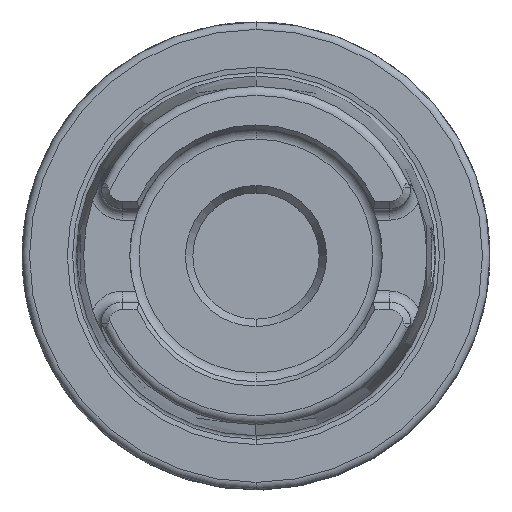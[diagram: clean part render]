
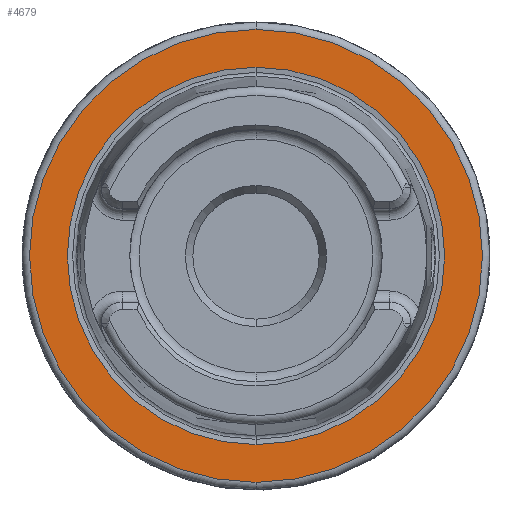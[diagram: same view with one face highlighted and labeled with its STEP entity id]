
A CAD part, top view. The second image highlights one B-rep face of the part: STEP entity #4679.
In plain terms, the highlighted planar face has unit normal (0, 0, 1).
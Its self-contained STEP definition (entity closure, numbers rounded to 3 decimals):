
#1264=CARTESIAN_POINT('',(0,0,26));
#1265=DIRECTION('',(0,0,-1));
#1266=DIRECTION('',(0,1,0));
#1267=AXIS2_PLACEMENT_3D('',#1264,#1265,#1266);
#1277=CARTESIAN_POINT('',(0,0,26));
#1278=DIRECTION('',(0,0,1));
#1279=DIRECTION('',(0,1,0));
#1280=AXIS2_PLACEMENT_3D('',#1277,#1278,#1279);
#1282=CARTESIAN_POINT('',(0,0,26));
#1283=DIRECTION('',(0,0,1));
#1284=DIRECTION('',(0,1,0));
#1285=AXIS2_PLACEMENT_3D('',#1282,#1283,#1284);
#1287=CARTESIAN_POINT('',(0,0,26));
#1288=DIRECTION('',(0,0,1));
#1289=DIRECTION('',(0,-1,0));
#1290=AXIS2_PLACEMENT_3D('',#1287,#1288,#1289);
#2890=CARTESIAN_POINT('',(0,25.409,26));
#2892=VERTEX_POINT('',#2890);
#2926=CARTESIAN_POINT('',(0,-25.409,26));
#2928=VERTEX_POINT('',#2926);
#2992=CARTESIAN_POINT('',(0,30.5,26));
#2993=CARTESIAN_POINT('',(0,-30.5,26));
#2994=VERTEX_POINT('',#2992);
#2995=VERTEX_POINT('',#2993);
#4664=CARTESIAN_POINT('',(0,0,26));
#4665=DIRECTION('',(0,0,-1));
#4666=DIRECTION('',(0,-1,0));
#4667=AXIS2_PLACEMENT_3D('',#4664,#4665,#4666);
#4668=PLANE('',#4667);
#4670=ORIENTED_EDGE('',*,*,#4669,.F.);
#4672=ORIENTED_EDGE('',*,*,#4671,.F.);
#4673=EDGE_LOOP('',(#4670,#4672));
#4674=FACE_OUTER_BOUND('',#4673,.F.);
#4675=ORIENTED_EDGE('',*,*,#4659,.T.);
#4676=ORIENTED_EDGE('',*,*,#4643,.F.);
#4677=EDGE_LOOP('',(#4675,#4676));
#4678=FACE_BOUND('',#4677,.F.);
#4679=ADVANCED_FACE('',(#4674,#4678),#4668,.F.);
#1268=CIRCLE('',#1267,25.409);
#1281=CIRCLE('',#1280,25.409);
#1286=CIRCLE('',#1285,30.5);
#1291=CIRCLE('',#1290,30.5);
#4643=EDGE_CURVE('',#2892,#2928,#1268,.T.);
#4659=EDGE_CURVE('',#2892,#2928,#1281,.T.);
#4669=EDGE_CURVE('',#2994,#2995,#1286,.T.);
#4671=EDGE_CURVE('',#2995,#2994,#1291,.T.);
